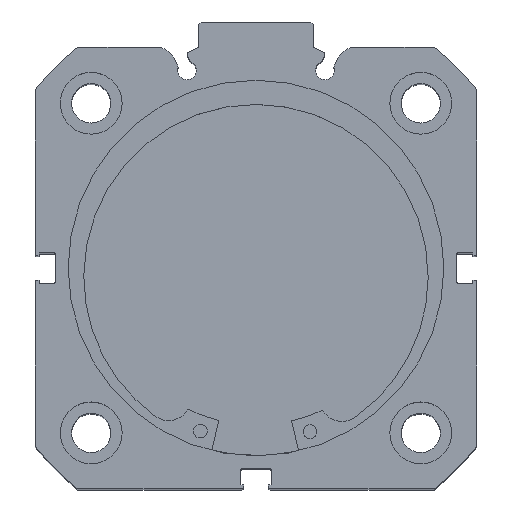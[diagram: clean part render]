
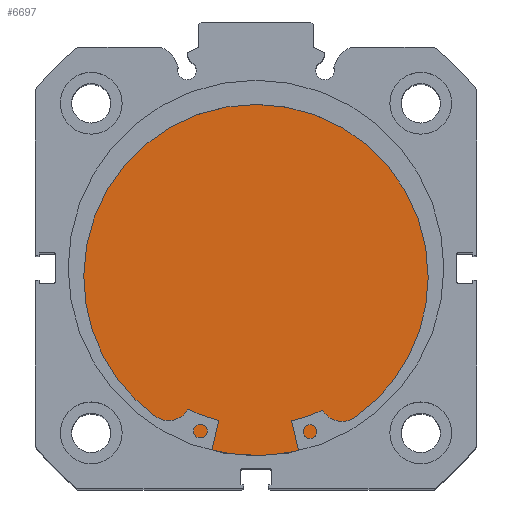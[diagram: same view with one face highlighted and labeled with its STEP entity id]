
A CAD part, top view. The second image highlights one B-rep face of the part: STEP entity #6697.
In plain terms, the highlighted face is planar.
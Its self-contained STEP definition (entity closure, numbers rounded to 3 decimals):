
#335 = ORIENTED_EDGE ( 'NONE', *, *, #2241, .F. ) ;
#336 = ORIENTED_EDGE ( 'NONE', *, *, #2252, .F. ) ;
#1218 = CIRCLE ( 'NONE', #2540, 41. ) ;
#1235 = CIRCLE ( 'NONE', #2549, 41. ) ;
#2241 = EDGE_CURVE ( 'NONE', #6598, #6656, #1218, .T. ) ;
#2252 = EDGE_CURVE ( 'NONE', #6656, #6598, #1235, .T. ) ;
#2540 = AXIS2_PLACEMENT_3D ( 'NONE', #3543, #3549, #3550 ) ;
#2549 = AXIS2_PLACEMENT_3D ( 'NONE', #3576, #3577, #3578 ) ;
#2636 = AXIS2_PLACEMENT_3D ( 'NONE', #4336, #4339, #4340 ) ;
#2951 = EDGE_LOOP ( 'NONE', ( #336, #335 ) ) ;
#3543 = CARTESIAN_POINT ( 'NONE',  ( 12., 0., 0. ) ) ;
#3549 = DIRECTION ( 'NONE',  ( -1., 0., 0. ) ) ;
#3550 = DIRECTION ( 'NONE',  ( 0., 0., 1. ) ) ;
#3576 = CARTESIAN_POINT ( 'NONE',  ( 12., 0., 0. ) ) ;
#3577 = DIRECTION ( 'NONE',  ( -1., 0., 0. ) ) ;
#3578 = DIRECTION ( 'NONE',  ( 0., 0., 1. ) ) ;
#4242 = CARTESIAN_POINT ( 'NONE',  ( 12., 0., -41. ) ) ;
#4269 = CARTESIAN_POINT ( 'NONE',  ( 12., 0., 41. ) ) ;
#4336 = CARTESIAN_POINT ( 'NONE',  ( 12., 41., 0. ) ) ;
#4337 = PLANE ( 'NONE',  #2636 ) ;
#4339 = DIRECTION ( 'NONE',  ( -1., 0., 0. ) ) ;
#4340 = DIRECTION ( 'NONE',  ( 0., 0., 1. ) ) ;
#4732 = FACE_OUTER_BOUND ( 'NONE', #2951, .T. ) ;
#6598 = VERTEX_POINT ( 'NONE', #4242 ) ;
#6656 = VERTEX_POINT ( 'NONE', #4269 ) ;
#6697 = ADVANCED_FACE ( 'NONE', ( #4732 ), #4337, .F. ) ;
